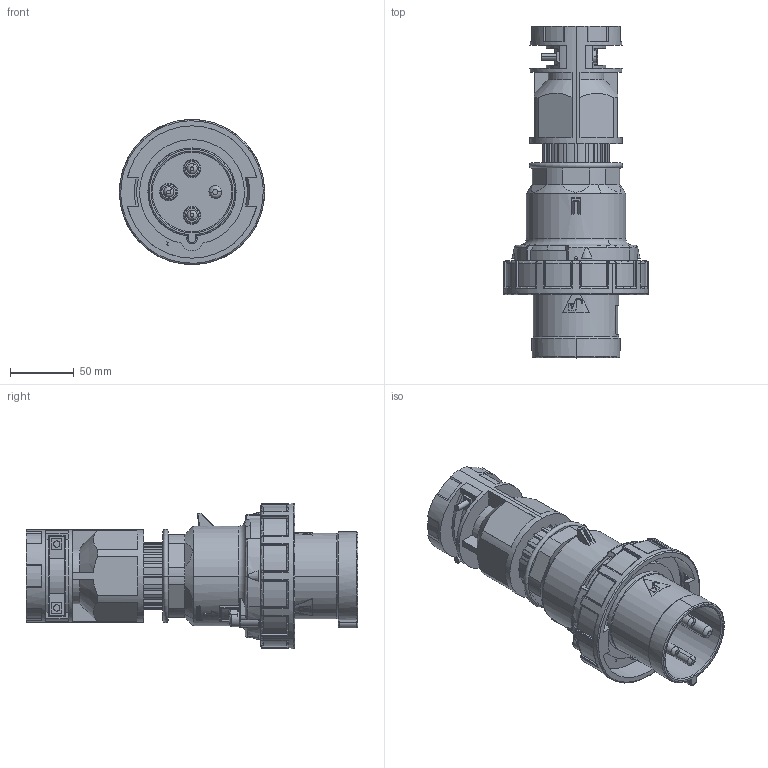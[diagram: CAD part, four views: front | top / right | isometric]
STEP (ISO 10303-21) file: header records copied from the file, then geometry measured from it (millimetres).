
FILE_DESCRIPTION (( 'STEP AP203' ), '1' );
FILE_NAME ('BRY460P9W.step', '2022-08-17T19:44:45', ( '' ), ( '' ), 'SwSTEP 2.0', 'SolidWorks 2021', '' );
FILE_SCHEMA (( 'CONFIG_CONTROL_DESIGN' ));
Length unit declared in the file: millimetre
Products named in the file (1): BRY460P9W
Bounding box: 113.49 x 259.5 x 113.48 mm (x, y, z)
Volume: 754113.3 mm3; surface area: 155437.8 mm2
Topology: 8 solids, 10 shells, 1246 faces, 3383 edges, 2171 vertices
Faces by surface type: plane 489, cylinder 422, bspline 191, torus 89, cone 42, sphere 13
Entity records: 49743 total; most frequent: CARTESIAN_POINT 20158, ORIENTED_EDGE 6690, DIRECTION 5439, EDGE_CURVE 3345, VERTEX_POINT 2166, AXIS2_PLACEMENT_3D 1962, LINE 1515, VECTOR 1515
